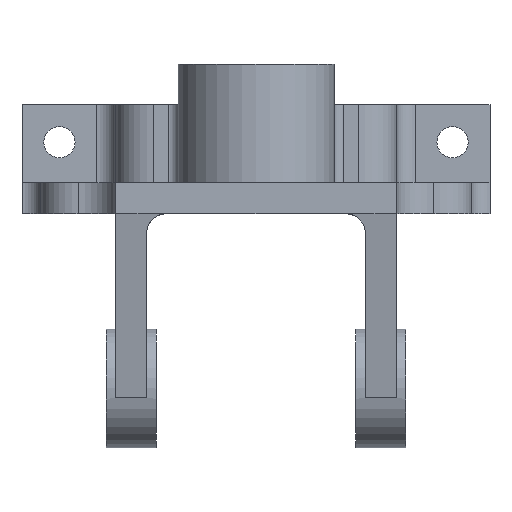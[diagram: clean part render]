
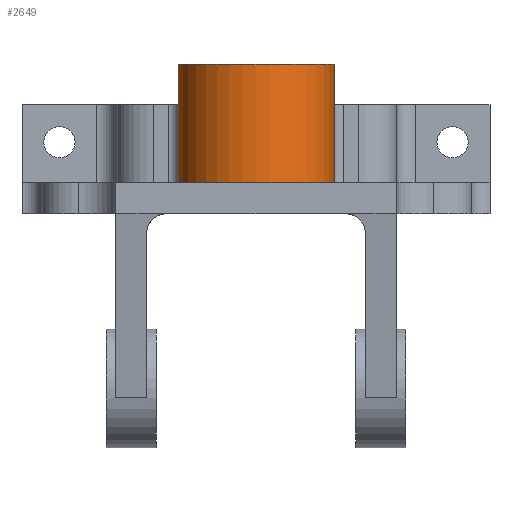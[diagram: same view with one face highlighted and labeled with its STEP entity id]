
A CAD part, front view. The second image highlights one B-rep face of the part: STEP entity #2649.
In plain terms, the highlighted cylindrical face has radius 25 mm (diameter 50 mm), a full revolution.
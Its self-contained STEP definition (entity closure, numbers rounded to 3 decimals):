
#298 = PLANE('',#299);
#299 = AXIS2_PLACEMENT_3D('',#300,#301,#302);
#300 = CARTESIAN_POINT('',(0.,21.097,0.));
#301 = DIRECTION('',(0.,0.,1.));
#302 = DIRECTION('',(1.,0.,0.));
#313 = EDGE_CURVE('',#314,#316,#318,.T.);
#314 = VERTEX_POINT('',#315);
#315 = CARTESIAN_POINT('',(25.,0.,0.));
#316 = VERTEX_POINT('',#317);
#317 = CARTESIAN_POINT('',(-25.,0.,0.));
#318 = SURFACE_CURVE('',#319,(#324,#335),.PCURVE_S1.);
#319 = CIRCLE('',#320,25.);
#320 = AXIS2_PLACEMENT_3D('',#321,#322,#323);
#321 = CARTESIAN_POINT('',(0.,0.,0.));
#322 = DIRECTION('',(0.,0.,-1.));
#323 = DIRECTION('',(1.,0.,0.));
#324 = PCURVE('',#298,#325);
#325 = DEFINITIONAL_REPRESENTATION('',(#326),#334);
#326 = ( BOUNDED_CURVE() B_SPLINE_CURVE(2,(#327,#328,#329,#330,#331,#332
,#333),.UNSPECIFIED.,.T.,.F.) B_SPLINE_CURVE_WITH_KNOTS((1,2,2,2,2,1),(
    -2.094,0.,2.094,4.189,6.283,
8.378),.UNSPECIFIED.) CURVE() GEOMETRIC_REPRESENTATION_ITEM() 
RATIONAL_B_SPLINE_CURVE((1.,0.5,1.,0.5,1.,0.5,1.)) REPRESENTATION_ITEM(
  '') );
#327 = CARTESIAN_POINT('',(25.,-21.097));
#328 = CARTESIAN_POINT('',(25.,-64.398));
#329 = CARTESIAN_POINT('',(-12.5,-42.748));
#330 = CARTESIAN_POINT('',(-50.,-21.097));
#331 = CARTESIAN_POINT('',(-12.5,0.554));
#332 = CARTESIAN_POINT('',(25.,22.204));
#333 = CARTESIAN_POINT('',(25.,-21.097));
#334 = ( GEOMETRIC_REPRESENTATION_CONTEXT(2) 
PARAMETRIC_REPRESENTATION_CONTEXT() REPRESENTATION_CONTEXT('2D SPACE',''
  ) );
#335 = PCURVE('',#336,#341);
#336 = CYLINDRICAL_SURFACE('',#337,25.);
#337 = AXIS2_PLACEMENT_3D('',#338,#339,#340);
#338 = CARTESIAN_POINT('',(0.,0.,0.));
#339 = DIRECTION('',(0.,0.,1.));
#340 = DIRECTION('',(1.,0.,0.));
#341 = DEFINITIONAL_REPRESENTATION('',(#342),#346);
#342 = LINE('',#343,#344);
#343 = CARTESIAN_POINT('',(0.,0.));
#344 = VECTOR('',#345,1.);
#345 = DIRECTION('',(-1.,0.));
#346 = ( GEOMETRIC_REPRESENTATION_CONTEXT(2) 
PARAMETRIC_REPRESENTATION_CONTEXT() REPRESENTATION_CONTEXT('2D SPACE',''
  ) );
#364 = PLANE('',#365);
#365 = AXIS2_PLACEMENT_3D('',#366,#367,#368);
#366 = CARTESIAN_POINT('',(-25.,0.,0.));
#367 = DIRECTION('',(-1.,0.,0.));
#368 = DIRECTION('',(0.,0.,1.));
#1012 = PLANE('',#1013);
#1013 = AXIS2_PLACEMENT_3D('',#1014,#1015,#1016);
#1014 = CARTESIAN_POINT('',(25.,25.,0.));
#1015 = DIRECTION('',(1.,0.,0.));
#1016 = DIRECTION('',(0.,0.,-1.));
#1046 = PLANE('',#1047);
#1047 = AXIS2_PLACEMENT_3D('',#1048,#1049,#1050);
#1048 = CARTESIAN_POINT('',(0.,36.824,25.));
#1049 = DIRECTION('',(0.,0.,1.));
#1050 = DIRECTION('',(1.,0.,0.));
#1206 = VERTEX_POINT('',#1207);
#1207 = CARTESIAN_POINT('',(-25.,0.,25.));
#1228 = EDGE_CURVE('',#1229,#1206,#1231,.T.);
#1229 = VERTEX_POINT('',#1230);
#1230 = CARTESIAN_POINT('',(25.,0.,25.));
#1231 = SURFACE_CURVE('',#1232,(#1237,#1244),.PCURVE_S1.);
#1232 = CIRCLE('',#1233,25.);
#1233 = AXIS2_PLACEMENT_3D('',#1234,#1235,#1236);
#1234 = CARTESIAN_POINT('',(0.,0.,25.));
#1235 = DIRECTION('',(0.,0.,1.));
#1236 = DIRECTION('',(-1.,0.,0.));
#1237 = PCURVE('',#1046,#1238);
#1238 = DEFINITIONAL_REPRESENTATION('',(#1239),#1243);
#1239 = CIRCLE('',#1240,25.);
#1240 = AXIS2_PLACEMENT_2D('',#1241,#1242);
#1241 = CARTESIAN_POINT('',(0.,-36.824));
#1242 = DIRECTION('',(-1.,0.));
#1243 = ( GEOMETRIC_REPRESENTATION_CONTEXT(2) 
PARAMETRIC_REPRESENTATION_CONTEXT() REPRESENTATION_CONTEXT('2D SPACE',''
  ) );
#1244 = PCURVE('',#336,#1245);
#1245 = DEFINITIONAL_REPRESENTATION('',(#1246),#1250);
#1246 = LINE('',#1247,#1248);
#1247 = CARTESIAN_POINT('',(-3.142,25.));
#1248 = VECTOR('',#1249,1.);
#1249 = DIRECTION('',(1.,0.));
#1250 = ( GEOMETRIC_REPRESENTATION_CONTEXT(2) 
PARAMETRIC_REPRESENTATION_CONTEXT() REPRESENTATION_CONTEXT('2D SPACE',''
  ) );
#2649 = ADVANCED_FACE('',(#2650),#336,.T.);
#2650 = FACE_BOUND('',#2651,.T.);
#2651 = EDGE_LOOP('',(#2652,#2673,#2674,#2695,#2696,#2718,#2749));
#2652 = ORIENTED_EDGE('',*,*,#2653,.F.);
#2653 = EDGE_CURVE('',#316,#1206,#2654,.T.);
#2654 = SURFACE_CURVE('',#2655,(#2659,#2666),.PCURVE_S1.);
#2655 = LINE('',#2656,#2657);
#2656 = CARTESIAN_POINT('',(-25.,0.,0.));
#2657 = VECTOR('',#2658,1.);
#2658 = DIRECTION('',(0.,0.,1.));
#2659 = PCURVE('',#336,#2660);
#2660 = DEFINITIONAL_REPRESENTATION('',(#2661),#2665);
#2661 = LINE('',#2662,#2663);
#2662 = CARTESIAN_POINT('',(-3.142,0.));
#2663 = VECTOR('',#2664,1.);
#2664 = DIRECTION('',(0.,1.));
#2665 = ( GEOMETRIC_REPRESENTATION_CONTEXT(2) 
PARAMETRIC_REPRESENTATION_CONTEXT() REPRESENTATION_CONTEXT('2D SPACE',''
  ) );
#2666 = PCURVE('',#364,#2667);
#2667 = DEFINITIONAL_REPRESENTATION('',(#2668),#2672);
#2668 = LINE('',#2669,#2670);
#2669 = CARTESIAN_POINT('',(0.,0.));
#2670 = VECTOR('',#2671,1.);
#2671 = DIRECTION('',(1.,0.));
#2672 = ( GEOMETRIC_REPRESENTATION_CONTEXT(2) 
PARAMETRIC_REPRESENTATION_CONTEXT() REPRESENTATION_CONTEXT('2D SPACE',''
  ) );
#2673 = ORIENTED_EDGE('',*,*,#313,.F.);
#2674 = ORIENTED_EDGE('',*,*,#2675,.T.);
#2675 = EDGE_CURVE('',#314,#1229,#2676,.T.);
#2676 = SURFACE_CURVE('',#2677,(#2681,#2688),.PCURVE_S1.);
#2677 = LINE('',#2678,#2679);
#2678 = CARTESIAN_POINT('',(25.,0.,0.));
#2679 = VECTOR('',#2680,1.);
#2680 = DIRECTION('',(0.,0.,1.));
#2681 = PCURVE('',#336,#2682);
#2682 = DEFINITIONAL_REPRESENTATION('',(#2683),#2687);
#2683 = LINE('',#2684,#2685);
#2684 = CARTESIAN_POINT('',(0.,0.));
#2685 = VECTOR('',#2686,1.);
#2686 = DIRECTION('',(0.,1.));
#2687 = ( GEOMETRIC_REPRESENTATION_CONTEXT(2) 
PARAMETRIC_REPRESENTATION_CONTEXT() REPRESENTATION_CONTEXT('2D SPACE',''
  ) );
#2688 = PCURVE('',#1012,#2689);
#2689 = DEFINITIONAL_REPRESENTATION('',(#2690),#2694);
#2690 = LINE('',#2691,#2692);
#2691 = CARTESIAN_POINT('',(0.,-25.));
#2692 = VECTOR('',#2693,1.);
#2693 = DIRECTION('',(-1.,0.));
#2694 = ( GEOMETRIC_REPRESENTATION_CONTEXT(2) 
PARAMETRIC_REPRESENTATION_CONTEXT() REPRESENTATION_CONTEXT('2D SPACE',''
  ) );
#2695 = ORIENTED_EDGE('',*,*,#1228,.T.);
#2696 = ORIENTED_EDGE('',*,*,#2697,.T.);
#2697 = EDGE_CURVE('',#1206,#2698,#2700,.T.);
#2698 = VERTEX_POINT('',#2699);
#2699 = CARTESIAN_POINT('',(-25.,0.,38.));
#2700 = SEAM_CURVE('',#2701,(#2704,#2711),.PCURVE_S1.);
#2701 = B_SPLINE_CURVE_WITH_KNOTS('',1,(#2702,#2703),.UNSPECIFIED.,.F.,
  .F.,(2,2),(25.,38.),.PIECEWISE_BEZIER_KNOTS.);
#2702 = CARTESIAN_POINT('',(-25.,0.,25.));
#2703 = CARTESIAN_POINT('',(-25.,0.,38.));
#2704 = PCURVE('',#336,#2705);
#2705 = DEFINITIONAL_REPRESENTATION('',(#2706),#2710);
#2706 = LINE('',#2707,#2708);
#2707 = CARTESIAN_POINT('',(3.142,0.));
#2708 = VECTOR('',#2709,1.);
#2709 = DIRECTION('',(0.,1.));
#2710 = ( GEOMETRIC_REPRESENTATION_CONTEXT(2) 
PARAMETRIC_REPRESENTATION_CONTEXT() REPRESENTATION_CONTEXT('2D SPACE',''
  ) );
#2711 = PCURVE('',#336,#2712);
#2712 = DEFINITIONAL_REPRESENTATION('',(#2713),#2717);
#2713 = LINE('',#2714,#2715);
#2714 = CARTESIAN_POINT('',(-3.142,0.));
#2715 = VECTOR('',#2716,1.);
#2716 = DIRECTION('',(0.,1.));
#2717 = ( GEOMETRIC_REPRESENTATION_CONTEXT(2) 
PARAMETRIC_REPRESENTATION_CONTEXT() REPRESENTATION_CONTEXT('2D SPACE',''
  ) );
#2718 = ORIENTED_EDGE('',*,*,#2719,.T.);
#2719 = EDGE_CURVE('',#2698,#2698,#2720,.T.);
#2720 = SURFACE_CURVE('',#2721,(#2726,#2733),.PCURVE_S1.);
#2721 = CIRCLE('',#2722,25.);
#2722 = AXIS2_PLACEMENT_3D('',#2723,#2724,#2725);
#2723 = CARTESIAN_POINT('',(0.,0.,38.));
#2724 = DIRECTION('',(0.,0.,-1.));
#2725 = DIRECTION('',(1.,0.,0.));
#2726 = PCURVE('',#336,#2727);
#2727 = DEFINITIONAL_REPRESENTATION('',(#2728),#2732);
#2728 = LINE('',#2729,#2730);
#2729 = CARTESIAN_POINT('',(6.283,38.));
#2730 = VECTOR('',#2731,1.);
#2731 = DIRECTION('',(-1.,0.));
#2732 = ( GEOMETRIC_REPRESENTATION_CONTEXT(2) 
PARAMETRIC_REPRESENTATION_CONTEXT() REPRESENTATION_CONTEXT('2D SPACE',''
  ) );
#2733 = PCURVE('',#2734,#2739);
#2734 = PLANE('',#2735);
#2735 = AXIS2_PLACEMENT_3D('',#2736,#2737,#2738);
#2736 = CARTESIAN_POINT('',(0.,0.,38.));
#2737 = DIRECTION('',(0.,0.,1.));
#2738 = DIRECTION('',(1.,0.,0.));
#2739 = DEFINITIONAL_REPRESENTATION('',(#2740),#2748);
#2740 = ( BOUNDED_CURVE() B_SPLINE_CURVE(2,(#2741,#2742,#2743,#2744,
#2745,#2746,#2747),.UNSPECIFIED.,.T.,.F.) B_SPLINE_CURVE_WITH_KNOTS((1,2
    ,2,2,2,1),(-2.094,0.,2.094,4.189,
6.283,8.378),.UNSPECIFIED.) CURVE() 
GEOMETRIC_REPRESENTATION_ITEM() RATIONAL_B_SPLINE_CURVE((1.,0.5,1.,0.5,
1.,0.5,1.)) REPRESENTATION_ITEM('') );
#2741 = CARTESIAN_POINT('',(25.,0.));
#2742 = CARTESIAN_POINT('',(25.,-43.301));
#2743 = CARTESIAN_POINT('',(-12.5,-21.651));
#2744 = CARTESIAN_POINT('',(-50.,0.));
#2745 = CARTESIAN_POINT('',(-12.5,21.651));
#2746 = CARTESIAN_POINT('',(25.,43.301));
#2747 = CARTESIAN_POINT('',(25.,0.));
#2748 = ( GEOMETRIC_REPRESENTATION_CONTEXT(2) 
PARAMETRIC_REPRESENTATION_CONTEXT() REPRESENTATION_CONTEXT('2D SPACE',''
  ) );
#2749 = ORIENTED_EDGE('',*,*,#2697,.F.);
